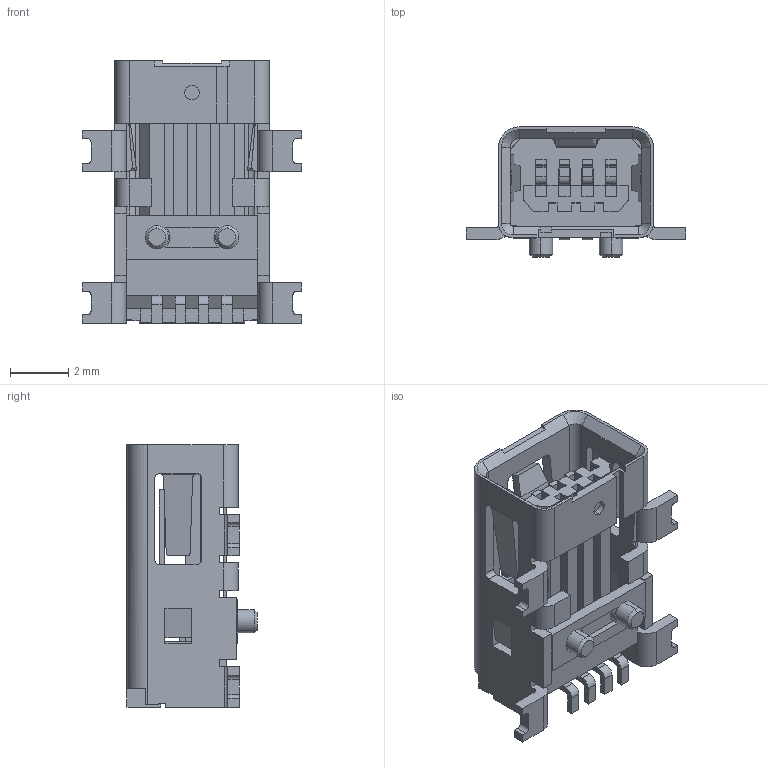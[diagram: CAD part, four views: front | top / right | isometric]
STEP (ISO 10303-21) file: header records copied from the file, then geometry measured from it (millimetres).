
FILE_DESCRIPTION((''),'2;1');
FILE_NAME('591100478','2008-01-14T',('mhm01'),(''),'PRO/ENGINEER BY PARAMETRIC TECHNOLOGY CORPORATION, 2003451','PRO/ENGINEER BY PARAMETRIC TECHNOLOGY CORPORATION, 2003451','');
FILE_SCHEMA(('CONFIG_CONTROL_DESIGN'));
Length unit declared in the file: millimetre
Products named in the file (1): 591100478
Bounding box: 7.5 x 4.45 x 9 mm (x, y, z)
Volume: 79.2 mm3; surface area: 431.7 mm2
Topology: 1 solids, 1 shells, 440 faces, 1294 edges, 840 vertices
Faces by surface type: plane 338, cylinder 84, bspline 10, cone 8
Entity records: 14709 total; most frequent: CARTESIAN_POINT 2981, ORIENTED_EDGE 2510, DIRECTION 2270, EDGE_CURVE 1255, VECTOR 1088, LINE 1088, VERTEX_POINT 798, AXIS2_PLACEMENT_3D 591
